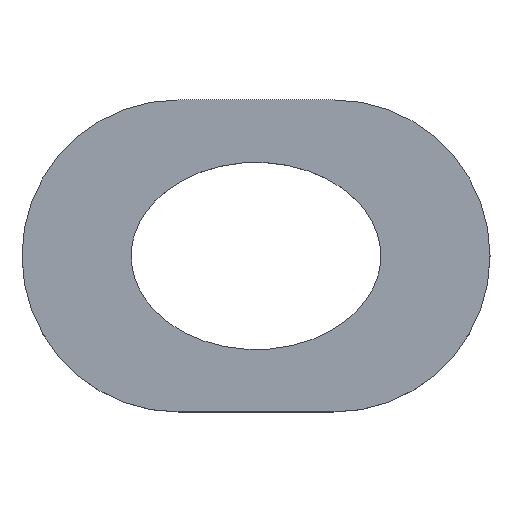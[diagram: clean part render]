
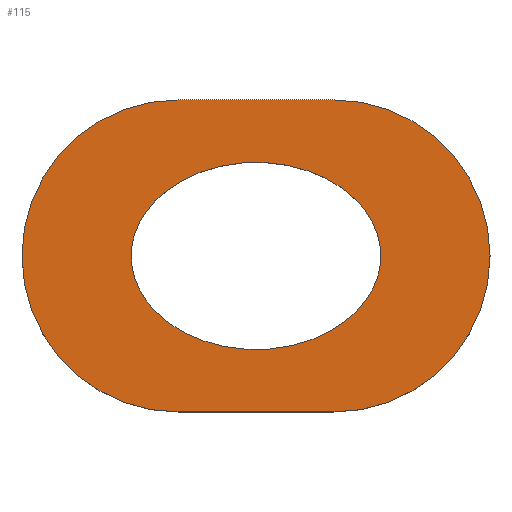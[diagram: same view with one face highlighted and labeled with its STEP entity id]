
A CAD part, top view. The second image highlights one B-rep face of the part: STEP entity #115.
In plain terms, the highlighted planar face has unit normal (0, 0, 1).
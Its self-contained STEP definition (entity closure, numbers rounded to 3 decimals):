
#2 = AXIS2_PLACEMENT_3D ( 'NONE', #4, #103, #284 ) ;
#3 = DIRECTION ( 'NONE',  ( 1., 0., 0. ) ) ;
#4 = CARTESIAN_POINT ( 'NONE',  ( 0., 0., 15. ) ) ;
#11 = EDGE_LOOP ( 'NONE', ( #264, #242, #240, #182, #132 ) ) ;
#12 = CIRCLE ( 'NONE', #139, 50. ) ;
#13 = VERTEX_POINT ( 'NONE', #89 ) ;
#15 = CARTESIAN_POINT ( 'NONE',  ( 0., 0., 15. ) ) ;
#18 = CARTESIAN_POINT ( 'NONE',  ( 65., 0., 15. ) ) ;
#29 = VERTEX_POINT ( 'NONE', #176 ) ;
#30 = DIRECTION ( 'NONE',  ( 0., 0., 1. ) ) ;
#40 = CARTESIAN_POINT ( 'NONE',  ( 65., 0., 15. ) ) ;
#53 = EDGE_CURVE ( 'NONE', #257, #321, #179, .T. ) ;
#59 = LINE ( 'NONE', #81, #61 ) ;
#61 = VECTOR ( 'NONE', #3, 1000. ) ;
#67 = EDGE_CURVE ( 'NONE', #13, #278, #137, .T. ) ;
#76 = CARTESIAN_POINT ( 'NONE',  ( 50., -50., 15. ) ) ;
#81 = CARTESIAN_POINT ( 'NONE',  ( 0., -50., 15. ) ) ;
#89 = CARTESIAN_POINT ( 'NONE',  ( 50., 50., 15. ) ) ;
#92 = CARTESIAN_POINT ( 'NONE',  ( -15., -60., 15. ) ) ;
#94 = DIRECTION ( 'NONE',  ( 1., 0., 0. ) ) ;
#103 = DIRECTION ( 'NONE',  ( 0., 0., 1. ) ) ;
#111 = CARTESIAN_POINT ( 'NONE',  ( -15., 60., 15. ) ) ;
#115 = ADVANCED_FACE ( 'NONE', ( #147, #249 ), #295, .T. ) ;
#116 = CARTESIAN_POINT ( 'NONE',  ( 65., 60., 15. ) ) ;
#130 = EDGE_LOOP ( 'NONE', ( #172, #309 ) ) ;
#132 = ORIENTED_EDGE ( 'NONE', *, *, #67, .T. ) ;
#133 = DIRECTION ( 'NONE',  ( 1., 0., 0. ) ) ;
#137 = LINE ( 'NONE', #271, #229 ) ;
#139 = AXIS2_PLACEMENT_3D ( 'NONE', #15, #30, #133 ) ;
#141 = VERTEX_POINT ( 'NONE', #194 ) ;
#143 = DIRECTION ( 'NONE',  ( -1., 0., 0. ) ) ;
#144 = CARTESIAN_POINT ( 'NONE',  ( 65., -60., 15. ) ) ;
#146 = DIRECTION ( 'NONE',  ( 0., 0., 1. ) ) ;
#147 = FACE_OUTER_BOUND ( 'NONE', #11, .T. ) ;
#164 = EDGE_CURVE ( 'NONE', #321, #257, #185, .T. ) ;
#165 = DIRECTION ( 'NONE',  ( 0., 0., 1. ) ) ;
#172 = ORIENTED_EDGE ( 'NONE', *, *, #53, .F. ) ;
#174 = EDGE_CURVE ( 'NONE', #252, #13, #238, .T. ) ;
#176 = CARTESIAN_POINT ( 'NONE',  ( -50., 0., 15. ) ) ;
#179 =( BOUNDED_CURVE ( )  B_SPLINE_CURVE ( 3, ( #40, #116, #111, #312 ),
 .UNSPECIFIED., .F., .F. ) 
 B_SPLINE_CURVE_WITH_KNOTS ( ( 4, 4 ),
 ( 0., 3.142 ),
 .UNSPECIFIED. ) 
 CURVE ( )  GEOMETRIC_REPRESENTATION_ITEM ( )  RATIONAL_B_SPLINE_CURVE ( ( 1., 0.333, 0.333, 1. ) ) 
 REPRESENTATION_ITEM ( '' )  );
#182 = ORIENTED_EDGE ( 'NONE', *, *, #174, .T. ) ;
#185 =( BOUNDED_CURVE ( )  B_SPLINE_CURVE ( 3, ( #316, #92, #144, #18 ),
 .UNSPECIFIED., .F., .F. ) 
 B_SPLINE_CURVE_WITH_KNOTS ( ( 4, 4 ),
 ( 3.142, 6.283 ),
 .UNSPECIFIED. ) 
 CURVE ( )  GEOMETRIC_REPRESENTATION_ITEM ( )  RATIONAL_B_SPLINE_CURVE ( ( 1., 0.333, 0.333, 1. ) ) 
 REPRESENTATION_ITEM ( '' )  );
#194 = CARTESIAN_POINT ( 'NONE',  ( 0., -50., 15. ) ) ;
#197 = CARTESIAN_POINT ( 'NONE',  ( 0., 50., 15. ) ) ;
#213 = CIRCLE ( 'NONE', #2, 50. ) ;
#215 = EDGE_CURVE ( 'NONE', #141, #252, #59, .T. ) ;
#221 = AXIS2_PLACEMENT_3D ( 'NONE', #297, #146, #254 ) ;
#229 = VECTOR ( 'NONE', #143, 1000. ) ;
#238 = CIRCLE ( 'NONE', #276, 50. ) ;
#240 = ORIENTED_EDGE ( 'NONE', *, *, #215, .T. ) ;
#242 = ORIENTED_EDGE ( 'NONE', *, *, #286, .T. ) ;
#244 = EDGE_CURVE ( 'NONE', #278, #29, #12, .T. ) ;
#249 = FACE_BOUND ( 'NONE', #130, .T. ) ;
#252 = VERTEX_POINT ( 'NONE', #76 ) ;
#254 = DIRECTION ( 'NONE',  ( 1., 0., 0. ) ) ;
#257 = VERTEX_POINT ( 'NONE', #261 ) ;
#261 = CARTESIAN_POINT ( 'NONE',  ( 65., 0., 15. ) ) ;
#264 = ORIENTED_EDGE ( 'NONE', *, *, #244, .T. ) ;
#271 = CARTESIAN_POINT ( 'NONE',  ( 0., 50., 15. ) ) ;
#276 = AXIS2_PLACEMENT_3D ( 'NONE', #318, #165, #94 ) ;
#277 = CARTESIAN_POINT ( 'NONE',  ( -15., 0., 15. ) ) ;
#278 = VERTEX_POINT ( 'NONE', #197 ) ;
#284 = DIRECTION ( 'NONE',  ( 1., 0., 0. ) ) ;
#286 = EDGE_CURVE ( 'NONE', #29, #141, #213, .T. ) ;
#295 = PLANE ( 'NONE',  #221 ) ;
#297 = CARTESIAN_POINT ( 'NONE',  ( 0., 0., 15. ) ) ;
#309 = ORIENTED_EDGE ( 'NONE', *, *, #164, .F. ) ;
#312 = CARTESIAN_POINT ( 'NONE',  ( -15., 0., 15. ) ) ;
#316 = CARTESIAN_POINT ( 'NONE',  ( -15., 0., 15. ) ) ;
#318 = CARTESIAN_POINT ( 'NONE',  ( 50., 0., 15. ) ) ;
#321 = VERTEX_POINT ( 'NONE', #277 ) ;
